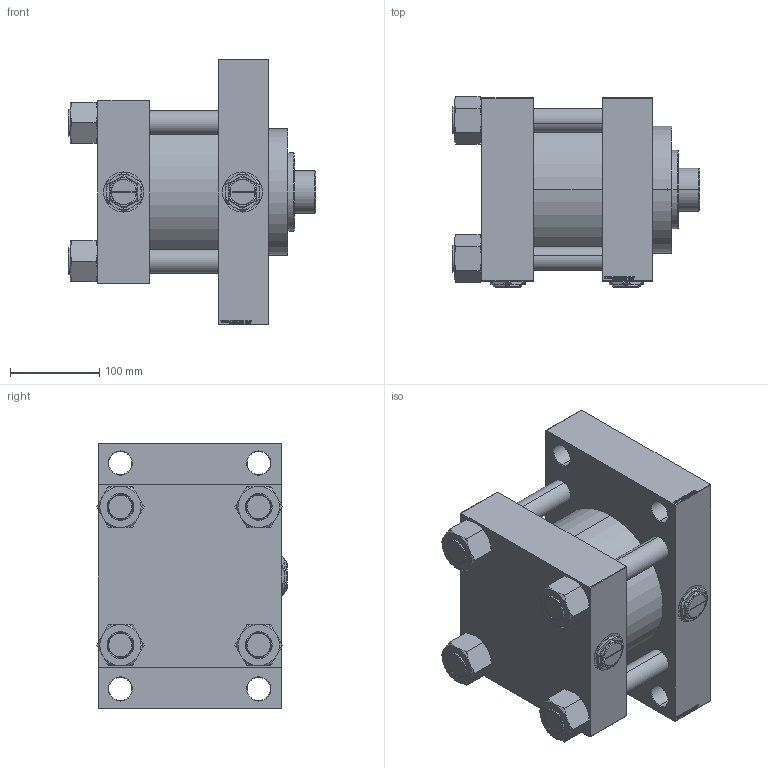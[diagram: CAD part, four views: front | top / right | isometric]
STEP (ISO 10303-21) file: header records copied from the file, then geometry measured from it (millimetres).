
FILE_DESCRIPTION (( 'STEP AP203' ), '1' );
FILE_NAME ('19f3.STEP', '2022-04-15T22:32:01', ( '' ), ( '' ), 'SwSTEP 2.0', 'SolidWorks 2019', '' );
FILE_SCHEMA (( 'CONFIG_CONTROL_DESIGN' ));
Length unit declared in the file: millimetre
Products named in the file (8): ROD_END_AH 37a0d91371cad87b2066e85998c698ed; 19f3; V215CR_D_Body 37a0d91371cad87b2066e85998c698ed; V215CR_VCP_D 37a0d91371cad87b2066e85998c698ed; Zatka_pro_OIL_PORT 37a0d91371cad87b2066e85998c698ed; NUT_M5_D 37a0d91371cad87b2066e85998c698ed; V215_VC_A 37a0d91371cad87b2066e85998c698ed; V215CR_D_TYCINKA 37a0d91371cad87b2066e85998c698ed
Assembly tree (14 placements, depth 2):
  19f3
    V215CR_D_Body 37a0d91371cad87b2066e85998c698ed
    V215CR_VCP_D 37a0d91371cad87b2066e85998c698ed
    NUT_M5_D 37a0d91371cad87b2066e85998c698ed  x4
    V215CR_D_TYCINKA 37a0d91371cad87b2066e85998c698ed  x4
    V215_VC_A 37a0d91371cad87b2066e85998c698ed
    ROD_END_AH 37a0d91371cad87b2066e85998c698ed
    Zatka_pro_OIL_PORT 37a0d91371cad87b2066e85998c698ed  x2
Bounding box: 277 x 213.57 x 297 mm (x, y, z)
Volume: 6871629.8 mm3; surface area: 698883.1 mm2
Topology: 14 solids, 14 shells, 1270 faces, 3176 edges, 2053 vertices
Faces by surface type: plane 598, bspline 368, cone 188, cylinder 106, torus 10
Entity records: 50454 total; most frequent: CARTESIAN_POINT 26003, ORIENTED_EDGE 5424, DIRECTION 3630, EDGE_CURVE 2712, VERTEX_POINT 1773, LINE 1574, VECTOR 1574, EDGE_LOOP 1213
